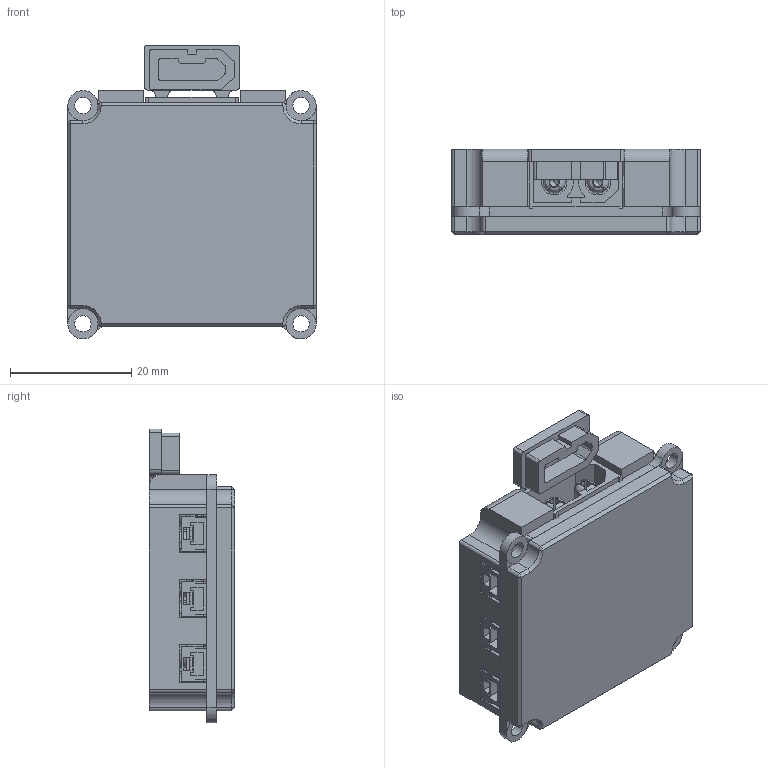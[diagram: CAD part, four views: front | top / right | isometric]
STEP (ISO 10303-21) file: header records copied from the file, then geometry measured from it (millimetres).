
FILE_DESCRIPTION((''),'2;1');
FILE_NAME('RM_ESC_CENTER_BOARD2_ASM_ASM','2020-03-27T',('camaro.ren'),(''),'CREO PARAMETRIC BY PTC INC, 2015200','CREO PARAMETRIC BY PTC INC, 2015200','');
FILE_SCHEMA(('CONFIG_CONTROL_DESIGN'));
Products named in the file (17): CENTER_DISTRIBUTION_BOARD; MR30PB-F__; XT30UPB-F_SJ; XT30UPB-F_ASM; XT30UPB-F_3D_DRAWING_ASM; XT60____-8________-2-SOLID1; XT60____-8____-21157-2-SOLID1; XT60____-8______-UL-21156-1-SOL; XT60____-8____-21157-1-SOLID1; XT60____-8________-1-SOLID1; XT60_____ASM; SM02B-GHS-TB; BM04B-GHS-TBT; BM02B-GHS-TBT; SHELL_UP; SHELL_DOWN; RM_ESC_CENTER_BOARD2_ASM_ASM
Assembly tree (28 placements, depth 4):
  RM_ESC_CENTER_BOARD2_ASM_ASM
    CENTER_DISTRIBUTION_BOARD
    XT30UPB-F_3D_DRAWING_ASM  x7
      XT30UPB-F_ASM
        MR30PB-F__  x2
        XT30UPB-F_SJ
    XT60_____ASM
      XT60____-8________-2-SOLID1
      XT60____-8____-21157-2-SOLID1
      XT60____-8______-UL-21156-1-SOL
      XT60____-8____-21157-1-SOLID1
      XT60____-8________-1-SOLID1
    SM02B-GHS-TB  x6
    BM04B-GHS-TBT
    BM02B-GHS-TBT
    SHELL_UP
    SHELL_DOWN
Bounding box: 41 x 14.1 x 48.51 mm (x, y, z)
Volume: 15304 mm3; surface area: 23430.3 mm2
Topology: 37 solids, 37 shells, 4970 faces, 13215 edges, 8657 vertices
Faces by surface type: plane 3072, cylinder 1432, extrusion 236, cone 218, bspline 12
Entity records: 74426 total; most frequent: CARTESIAN_POINT 13616, ORIENTED_EDGE 9362, DIRECTION 8747, EDGE_CURVE 4681, PRESENTATION_STYLE_ASSIGNMENT 4587, STYLED_ITEM 4565, CURVE_STYLE 4025, VECTOR 3585
